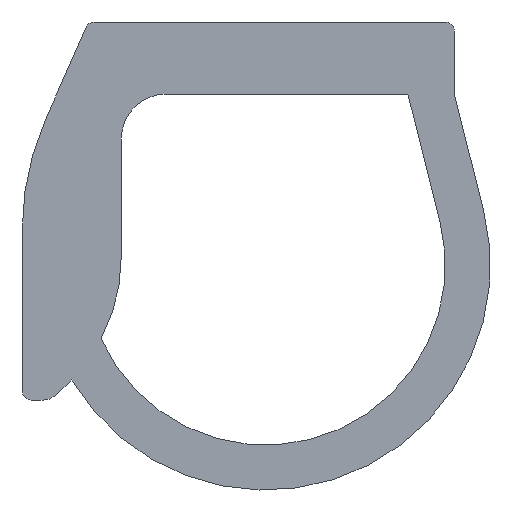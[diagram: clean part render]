
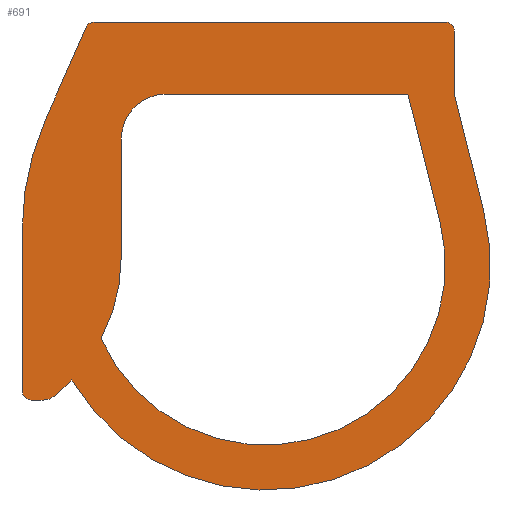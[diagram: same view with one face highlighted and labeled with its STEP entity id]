
A CAD part, front view. The second image highlights one B-rep face of the part: STEP entity #691.
In plain terms, the highlighted planar face has unit normal (0, -1, 0).
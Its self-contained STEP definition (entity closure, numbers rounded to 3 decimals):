
#86=AXIS2_PLACEMENT_3D('Circle Axis2P3D',#84,#85,$) ;
#119=AXIS2_PLACEMENT_3D('Circle Axis2P3D',#117,#118,$) ;
#226=AXIS2_PLACEMENT_3D('Circle Axis2P3D',#224,#225,$) ;
#243=AXIS2_PLACEMENT_3D('Circle Axis2P3D',#241,#242,$) ;
#269=AXIS2_PLACEMENT_3D('Circle Axis2P3D',#267,#268,$) ;
#300=AXIS2_PLACEMENT_3D('Circle Axis2P3D',#298,#299,$) ;
#362=AXIS2_PLACEMENT_3D('Circle Axis2P3D',#360,#361,$) ;
#424=AXIS2_PLACEMENT_3D('Circle Axis2P3D',#422,#423,$) ;
#486=AXIS2_PLACEMENT_3D('Circle Axis2P3D',#484,#485,$) ;
#564=AXIS2_PLACEMENT_3D('Circle Axis2P3D',#562,#563,$) ;
#665=AXIS2_PLACEMENT_3D('Plane Axis2P3D',#662,#663,#664) ;
#37=CARTESIAN_POINT('Line Origine',(4.962,0.,3.755)) ;
#41=CARTESIAN_POINT('Vertex',(4.8,0.,4.4)) ;
#43=CARTESIAN_POINT('Vertex',(5.124,0.,3.11)) ;
#84=CARTESIAN_POINT('Axis2P3D Location',(2.7,0.,2.5)) ;
#88=CARTESIAN_POINT('Vertex',(0.551,0.,1.223)) ;
#114=CARTESIAN_POINT('Vertex',(0.876,0.,1.68)) ;
#117=CARTESIAN_POINT('Axis2P3D Location',(2.7,0.,2.5)) ;
#121=CARTESIAN_POINT('Vertex',(4.64,0.,2.988)) ;
#148=CARTESIAN_POINT('Line Origine',(4.462,0.,3.694)) ;
#152=CARTESIAN_POINT('Vertex',(4.284,0.,4.4)) ;
#179=CARTESIAN_POINT('Line Origine',(1.1,0.,3.25)) ;
#183=CARTESIAN_POINT('Vertex',(1.1,0.,3.9)) ;
#185=CARTESIAN_POINT('Vertex',(1.1,0.,2.6)) ;
#224=CARTESIAN_POINT('Axis2P3D Location',(-0.9,0.,2.6)) ;
#241=CARTESIAN_POINT('Axis2P3D Location',(1.6,0.,3.9)) ;
#245=CARTESIAN_POINT('Vertex',(1.6,0.,4.4)) ;
#267=CARTESIAN_POINT('Axis2P3D Location',(-0.9,0.,2.6)) ;
#271=CARTESIAN_POINT('Vertex',(0.357,0.,1.044)) ;
#298=CARTESIAN_POINT('Axis2P3D Location',(0.231,0.,1.2)) ;
#302=CARTESIAN_POINT('Vertex',(0.231,0.,1.)) ;
#329=CARTESIAN_POINT('Line Origine',(0.166,0.,1.)) ;
#333=CARTESIAN_POINT('Vertex',(0.1,0.,1.)) ;
#360=CARTESIAN_POINT('Axis2P3D Location',(0.1,0.,1.1)) ;
#364=CARTESIAN_POINT('Vertex',(0.,0.,1.1)) ;
#391=CARTESIAN_POINT('Line Origine',(0.,0.,2.)) ;
#395=CARTESIAN_POINT('Vertex',(0.,0.,2.9)) ;
#422=CARTESIAN_POINT('Axis2P3D Location',(3.,0.,2.9)) ;
#426=CARTESIAN_POINT('Vertex',(0.254,0.,4.109)) ;
#453=CARTESIAN_POINT('Line Origine',(0.481,0.,4.625)) ;
#457=CARTESIAN_POINT('Vertex',(0.708,0.,5.14)) ;
#484=CARTESIAN_POINT('Axis2P3D Location',(0.8,0.,5.1)) ;
#488=CARTESIAN_POINT('Vertex',(0.8,0.,5.2)) ;
#515=CARTESIAN_POINT('Line Origine',(0.95,0.,5.2)) ;
#519=CARTESIAN_POINT('Vertex',(1.1,0.,5.2)) ;
#522=CARTESIAN_POINT('Line Origine',(2.9,0.,5.2)) ;
#526=CARTESIAN_POINT('Vertex',(4.7,0.,5.2)) ;
#562=CARTESIAN_POINT('Axis2P3D Location',(4.7,0.,5.1)) ;
#566=CARTESIAN_POINT('Vertex',(4.8,0.,5.1)) ;
#593=CARTESIAN_POINT('Line Origine',(4.8,0.,4.75)) ;
#615=CARTESIAN_POINT('Line Origine',(2.942,0.,4.4)) ;
#662=CARTESIAN_POINT('Axis2P3D Location',(2.7,0.,5.2)) ;
#38=DIRECTION('Vector Direction',(-0.244,0.,0.97)) ;
#85=DIRECTION('Axis2P3D Direction',(0.,1.,0.)) ;
#118=DIRECTION('Axis2P3D Direction',(0.,1.,0.)) ;
#149=DIRECTION('Vector Direction',(-0.244,0.,0.97)) ;
#180=DIRECTION('Vector Direction',(0.,0.,1.)) ;
#225=DIRECTION('Axis2P3D Direction',(0.,1.,0.)) ;
#242=DIRECTION('Axis2P3D Direction',(0.,1.,0.)) ;
#268=DIRECTION('Axis2P3D Direction',(0.,1.,0.)) ;
#299=DIRECTION('Axis2P3D Direction',(0.,1.,0.)) ;
#330=DIRECTION('Vector Direction',(-1.,0.,0.)) ;
#361=DIRECTION('Axis2P3D Direction',(0.,1.,0.)) ;
#392=DIRECTION('Vector Direction',(0.,0.,1.)) ;
#423=DIRECTION('Axis2P3D Direction',(0.,1.,0.)) ;
#454=DIRECTION('Vector Direction',(-0.403,0.,-0.915)) ;
#485=DIRECTION('Axis2P3D Direction',(0.,1.,0.)) ;
#516=DIRECTION('Vector Direction',(-1.,0.,0.)) ;
#523=DIRECTION('Vector Direction',(-1.,0.,0.)) ;
#563=DIRECTION('Axis2P3D Direction',(0.,1.,0.)) ;
#594=DIRECTION('Vector Direction',(0.,0.,1.)) ;
#616=DIRECTION('Vector Direction',(-1.,0.,0.)) ;
#663=DIRECTION('Axis2P3D Direction',(0.,1.,0.)) ;
#664=DIRECTION('Axis2P3D XDirection',(-1.,0.,0.)) ;
#39=VECTOR('Line Direction',#38,1.) ;
#150=VECTOR('Line Direction',#149,1.) ;
#181=VECTOR('Line Direction',#180,1.) ;
#331=VECTOR('Line Direction',#330,1.) ;
#393=VECTOR('Line Direction',#392,1.) ;
#455=VECTOR('Line Direction',#454,1.) ;
#517=VECTOR('Line Direction',#516,1.) ;
#524=VECTOR('Line Direction',#523,1.) ;
#595=VECTOR('Line Direction',#594,1.) ;
#617=VECTOR('Line Direction',#616,1.) ;
#668=ORIENTED_EDGE('',*,*,#528,.F.) ;
#669=ORIENTED_EDGE('',*,*,#521,.F.) ;
#670=ORIENTED_EDGE('',*,*,#490,.F.) ;
#671=ORIENTED_EDGE('',*,*,#459,.F.) ;
#672=ORIENTED_EDGE('',*,*,#428,.F.) ;
#673=ORIENTED_EDGE('',*,*,#397,.F.) ;
#674=ORIENTED_EDGE('',*,*,#366,.F.) ;
#675=ORIENTED_EDGE('',*,*,#335,.F.) ;
#676=ORIENTED_EDGE('',*,*,#304,.F.) ;
#677=ORIENTED_EDGE('',*,*,#273,.F.) ;
#678=ORIENTED_EDGE('',*,*,#90,.F.) ;
#679=ORIENTED_EDGE('',*,*,#45,.F.) ;
#680=ORIENTED_EDGE('',*,*,#597,.F.) ;
#681=ORIENTED_EDGE('',*,*,#568,.F.) ;
#684=ORIENTED_EDGE('',*,*,#228,.F.) ;
#685=ORIENTED_EDGE('',*,*,#187,.F.) ;
#686=ORIENTED_EDGE('',*,*,#247,.F.) ;
#687=ORIENTED_EDGE('',*,*,#619,.F.) ;
#688=ORIENTED_EDGE('',*,*,#154,.F.) ;
#689=ORIENTED_EDGE('',*,*,#123,.F.) ;
#690=FACE_BOUND('',#683,.T.) ;
#691=ADVANCED_FACE('S3D - gedreht',(#682,#690),#666,.F.) ;
#87=CIRCLE('generated circle',#86,2.5) ;
#120=CIRCLE('generated circle',#119,2.) ;
#227=CIRCLE('generated circle',#226,2.) ;
#244=CIRCLE('generated circle',#243,0.5) ;
#270=CIRCLE('generated circle',#269,2.) ;
#301=CIRCLE('generated circle',#300,0.2) ;
#363=CIRCLE('generated circle',#362,0.1) ;
#425=CIRCLE('generated circle',#424,3.) ;
#487=CIRCLE('generated circle',#486,0.1) ;
#565=CIRCLE('generated circle',#564,0.1) ;
#45=EDGE_CURVE('',#42,#44,#40,.F.) ;
#90=EDGE_CURVE('',#44,#89,#87,.T.) ;
#123=EDGE_CURVE('',#115,#122,#120,.F.) ;
#154=EDGE_CURVE('',#122,#153,#151,.T.) ;
#187=EDGE_CURVE('',#184,#186,#182,.F.) ;
#228=EDGE_CURVE('',#186,#115,#227,.T.) ;
#247=EDGE_CURVE('',#246,#184,#244,.F.) ;
#273=EDGE_CURVE('',#89,#272,#270,.T.) ;
#304=EDGE_CURVE('',#272,#303,#301,.T.) ;
#335=EDGE_CURVE('',#303,#334,#332,.T.) ;
#366=EDGE_CURVE('',#334,#365,#363,.T.) ;
#397=EDGE_CURVE('',#365,#396,#394,.T.) ;
#428=EDGE_CURVE('',#396,#427,#425,.T.) ;
#459=EDGE_CURVE('',#427,#458,#456,.F.) ;
#490=EDGE_CURVE('',#458,#489,#487,.T.) ;
#521=EDGE_CURVE('',#489,#520,#518,.F.) ;
#528=EDGE_CURVE('',#520,#527,#525,.F.) ;
#568=EDGE_CURVE('',#527,#567,#565,.T.) ;
#597=EDGE_CURVE('',#567,#42,#596,.F.) ;
#619=EDGE_CURVE('',#153,#246,#618,.T.) ;
#667=EDGE_LOOP('',(#668,#669,#670,#671,#672,#673,#674,#675,#676,#677,#678,#679,#680,#681)) ;
#683=EDGE_LOOP('',(#684,#685,#686,#687,#688,#689)) ;
#682=FACE_OUTER_BOUND('',#667,.T.) ;
#40=LINE('Line',#37,#39) ;
#151=LINE('Line',#148,#150) ;
#182=LINE('Line',#179,#181) ;
#332=LINE('Line',#329,#331) ;
#394=LINE('Line',#391,#393) ;
#456=LINE('Line',#453,#455) ;
#518=LINE('Line',#515,#517) ;
#525=LINE('Line',#522,#524) ;
#596=LINE('Line',#593,#595) ;
#618=LINE('Line',#615,#617) ;
#666=PLANE('',#665) ;
#42=VERTEX_POINT('',#41) ;
#44=VERTEX_POINT('',#43) ;
#89=VERTEX_POINT('',#88) ;
#115=VERTEX_POINT('',#114) ;
#122=VERTEX_POINT('',#121) ;
#153=VERTEX_POINT('',#152) ;
#184=VERTEX_POINT('',#183) ;
#186=VERTEX_POINT('',#185) ;
#246=VERTEX_POINT('',#245) ;
#272=VERTEX_POINT('',#271) ;
#303=VERTEX_POINT('',#302) ;
#334=VERTEX_POINT('',#333) ;
#365=VERTEX_POINT('',#364) ;
#396=VERTEX_POINT('',#395) ;
#427=VERTEX_POINT('',#426) ;
#458=VERTEX_POINT('',#457) ;
#489=VERTEX_POINT('',#488) ;
#520=VERTEX_POINT('',#519) ;
#527=VERTEX_POINT('',#526) ;
#567=VERTEX_POINT('',#566) ;
